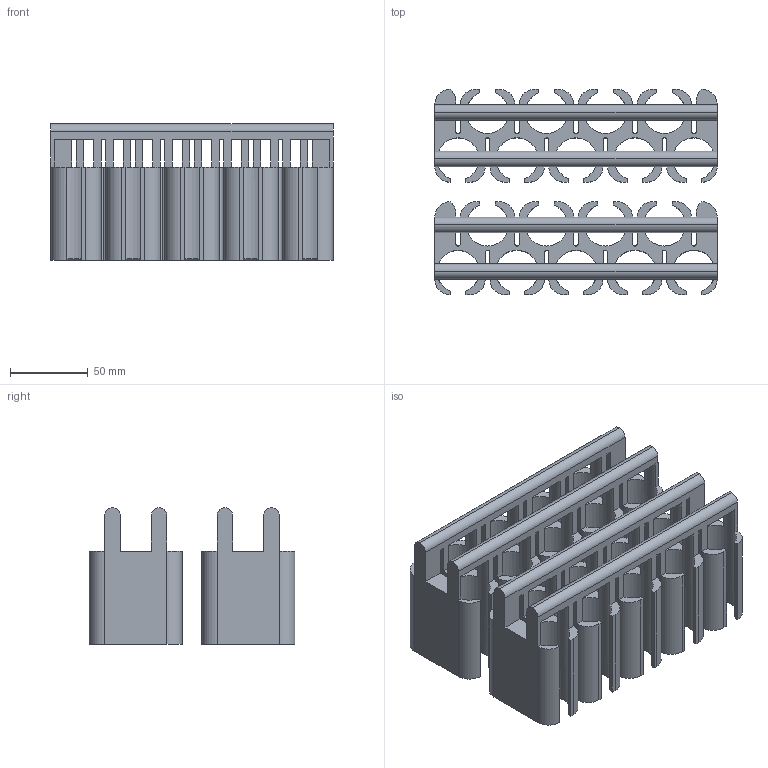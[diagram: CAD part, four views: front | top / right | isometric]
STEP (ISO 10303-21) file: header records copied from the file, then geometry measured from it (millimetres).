
FILE_DESCRIPTION(/* description */ (''),/* implementation_level */ '2;1');
FILE_NAME(/* name */ 'GlueStickHolderV1 v13.step',/* time_stamp */ '2025-04-15T11:27:57-04:00',/* author */ (''),/* organization */ (''),/* preprocessor_version */ 'ST-DEVELOPER v20.1',/* originating_system */ 'Autodesk Translation Framework v14.4.0.0',/* authorisation */ '');
FILE_SCHEMA (('AUTOMOTIVE_DESIGN { 1 0 10303 214 3 1 1 }'));
Length unit declared in the file: millimetre
Products named in the file (1): GlueStickHolderV1
Bounding box: 182.05 x 132.5 x 88 mm (x, y, z)
Volume: 616199 mm3; surface area: 244926.3 mm2
Topology: 2 solids, 2 shells, 318 faces, 1118 edges, 732 vertices
Faces by surface type: plane 202, cylinder 98, cone 18
Entity records: 12128 total; most frequent: CARTESIAN_POINT 2241, ORIENTED_EDGE 2236, DIRECTION 2006, EDGE_CURVE 1118, LINE 796, VECTOR 796, VERTEX_POINT 732, AXIS2_PLACEMENT_3D 605
